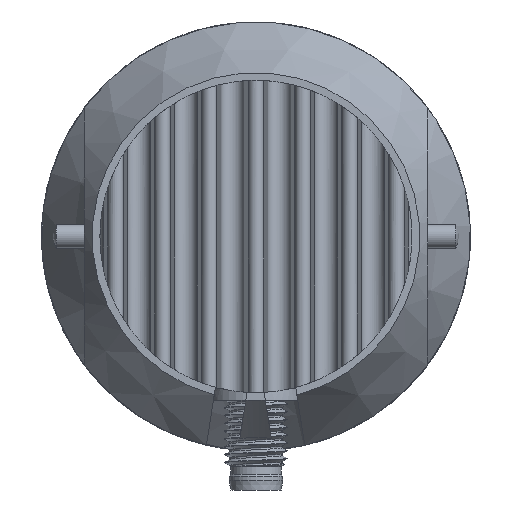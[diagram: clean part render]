
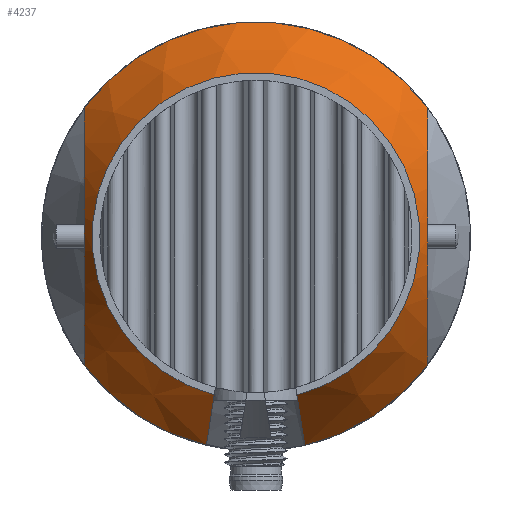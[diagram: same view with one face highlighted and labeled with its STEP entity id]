
A CAD part, left-side view. The second image highlights one B-rep face of the part: STEP entity #4237.
In plain terms, the highlighted conical face has half-angle 30.579 degrees and reference radius 24.25 mm.
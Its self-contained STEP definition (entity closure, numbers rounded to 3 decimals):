
#53=(
BOUNDED_CURVE()
B_SPLINE_CURVE(2,(#12156,#12157,#12158),.UNSPECIFIED.,.F.,.F.)
B_SPLINE_CURVE_WITH_KNOTS((3,3),(0.632,2.),
 .UNSPECIFIED.)
CURVE()
GEOMETRIC_REPRESENTATION_ITEM()
RATIONAL_B_SPLINE_CURVE((1.009,1.013,1.))
REPRESENTATION_ITEM('')
);
#57=(
BOUNDED_CURVE()
B_SPLINE_CURVE(2,(#13593,#13594,#13595),.UNSPECIFIED.,.F.,.F.)
B_SPLINE_CURVE_WITH_KNOTS((3,3),(0.,3.789),
 .UNSPECIFIED.)
CURVE()
GEOMETRIC_REPRESENTATION_ITEM()
RATIONAL_B_SPLINE_CURVE((1.,1.25,1.))
REPRESENTATION_ITEM('')
);
#58=(
BOUNDED_CURVE()
B_SPLINE_CURVE(2,(#13598,#13599,#13600),.UNSPECIFIED.,.F.,.F.)
B_SPLINE_CURVE_WITH_KNOTS((3,3),(0.,1.279),.UNSPECIFIED.)
CURVE()
GEOMETRIC_REPRESENTATION_ITEM()
RATIONAL_B_SPLINE_CURVE((1.,1.009,1.))
REPRESENTATION_ITEM('')
);
#59=(
BOUNDED_CURVE()
B_SPLINE_CURVE(2,(#13603,#13604,#13605),.UNSPECIFIED.,.F.,.F.)
B_SPLINE_CURVE_WITH_KNOTS((3,3),(0.,3.789),
 .UNSPECIFIED.)
CURVE()
GEOMETRIC_REPRESENTATION_ITEM()
RATIONAL_B_SPLINE_CURVE((1.,1.25,1.))
REPRESENTATION_ITEM('')
);
#83=CONICAL_SURFACE('',#4564,24.25,0.534);
#398=FACE_OUTER_BOUND('',#620,.T.);
#620=EDGE_LOOP('',(#3307,#3308,#3309,#3310,#3311,#3312,#3313,#3314));
#772=CIRCLE('',#4510,21.);
#793=CIRCLE('',#4559,27.5);
#797=CIRCLE('',#4565,27.5);
#798=CIRCLE('',#4566,27.5);
#1762=VERTEX_POINT('',#12153);
#1763=VERTEX_POINT('',#12155);
#1826=VERTEX_POINT('',#12867);
#1871=VERTEX_POINT('',#13570);
#1872=VERTEX_POINT('',#13572);
#1876=VERTEX_POINT('',#13592);
#1877=VERTEX_POINT('',#13596);
#1878=VERTEX_POINT('',#13601);
#2235=EDGE_CURVE('',#1763,#1762,#53,.F.);
#2332=EDGE_CURVE('',#1826,#1763,#772,.T.);
#2399=EDGE_CURVE('',#1872,#1871,#793,.T.);
#2407=EDGE_CURVE('',#1871,#1876,#57,.T.);
#2408=EDGE_CURVE('',#1876,#1877,#797,.T.);
#2409=EDGE_CURVE('',#1877,#1826,#58,.T.);
#2410=EDGE_CURVE('',#1762,#1878,#798,.T.);
#2411=EDGE_CURVE('',#1878,#1872,#59,.T.);
#3307=ORIENTED_EDGE('',*,*,#2399,.T.);
#3308=ORIENTED_EDGE('',*,*,#2407,.T.);
#3309=ORIENTED_EDGE('',*,*,#2408,.T.);
#3310=ORIENTED_EDGE('',*,*,#2409,.T.);
#3311=ORIENTED_EDGE('',*,*,#2332,.T.);
#3312=ORIENTED_EDGE('',*,*,#2235,.T.);
#3313=ORIENTED_EDGE('',*,*,#2410,.T.);
#3314=ORIENTED_EDGE('',*,*,#2411,.T.);
#4237=ADVANCED_FACE('',(#398),#83,.T.);
#4510=AXIS2_PLACEMENT_3D('',#12868,#5067,#5068);
#4559=AXIS2_PLACEMENT_3D('',#13573,#5185,#5186);
#4564=AXIS2_PLACEMENT_3D('',#13591,#5196,#5197);
#4565=AXIS2_PLACEMENT_3D('',#13597,#5198,#5199);
#4566=AXIS2_PLACEMENT_3D('',#13602,#5200,#5201);
#5067=DIRECTION('center_axis',(1.,0.,0.));
#5068=DIRECTION('ref_axis',(0.,0.,1.));
#5185=DIRECTION('center_axis',(-1.,0.,0.));
#5186=DIRECTION('ref_axis',(0.,0.,1.));
#5196=DIRECTION('center_axis',(1.,0.,0.));
#5197=DIRECTION('ref_axis',(0.,0.,1.));
#5198=DIRECTION('center_axis',(-1.,0.,0.));
#5199=DIRECTION('ref_axis',(0.,0.,1.));
#5200=DIRECTION('center_axis',(-1.,0.,0.));
#5201=DIRECTION('ref_axis',(0.,0.,1.));
#12153=CARTESIAN_POINT('',(9.5,-6.266,-26.777));
#12155=CARTESIAN_POINT('',(-1.5,-5.246,-20.334));
#12156=CARTESIAN_POINT('Ctrl Pts',(9.5,-6.266,-26.777));
#12157=CARTESIAN_POINT('Ctrl Pts',(3.258,-5.687,-23.124));
#12158=CARTESIAN_POINT('Ctrl Pts',(-1.5,-5.246,
-20.334));
#12867=CARTESIAN_POINT('',(-1.5,5.343,-20.309));
#12868=CARTESIAN_POINT('Origin',(-1.5,0.,
0.));
#13570=CARTESIAN_POINT('',(9.5,22.,16.5));
#13572=CARTESIAN_POINT('',(9.5,-22.,16.5));
#13573=CARTESIAN_POINT('Origin',(9.5,0.,
0.));
#13591=CARTESIAN_POINT('Origin',(4.,0.,
0.));
#13592=CARTESIAN_POINT('',(9.5,22.,-16.5));
#13593=CARTESIAN_POINT('Ctrl Pts',(9.5,22.,16.5));
#13594=CARTESIAN_POINT('Ctrl Pts',(-7.254,22.,0.));
#13595=CARTESIAN_POINT('Ctrl Pts',(9.5,22.,-16.5));
#13596=CARTESIAN_POINT('',(9.5,6.364,-26.754));
#13597=CARTESIAN_POINT('Origin',(9.5,0.,
0.));
#13598=CARTESIAN_POINT('Ctrl Pts',(9.5,6.364,-26.754));
#13599=CARTESIAN_POINT('Ctrl Pts',(3.257,5.785,-23.099));
#13600=CARTESIAN_POINT('Ctrl Pts',(-1.5,5.343,-20.309));
#13601=CARTESIAN_POINT('',(9.5,-22.,-16.5));
#13602=CARTESIAN_POINT('Origin',(9.5,0.,
0.));
#13603=CARTESIAN_POINT('Ctrl Pts',(9.5,-22.,-16.5));
#13604=CARTESIAN_POINT('Ctrl Pts',(-7.254,-22.,0.));
#13605=CARTESIAN_POINT('Ctrl Pts',(9.5,-22.,16.5));
